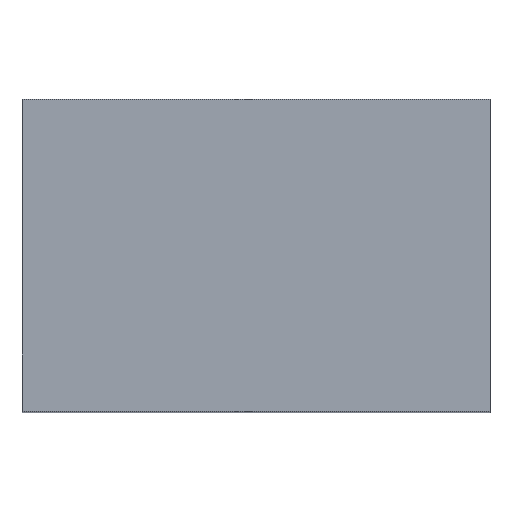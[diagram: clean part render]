
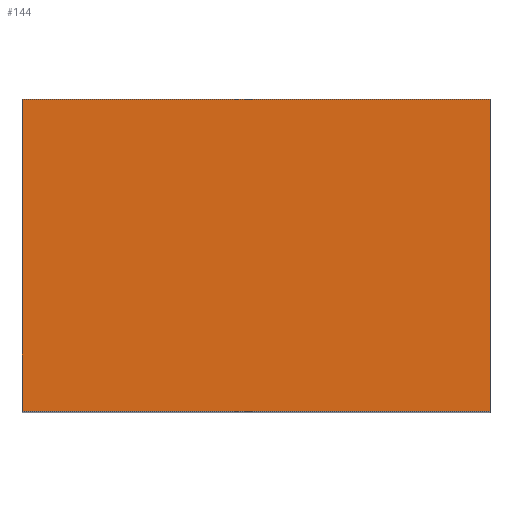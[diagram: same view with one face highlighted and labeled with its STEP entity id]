
A CAD part, top view. The second image highlights one B-rep face of the part: STEP entity #144.
In plain terms, the highlighted planar face has unit normal (0, 0, 1).
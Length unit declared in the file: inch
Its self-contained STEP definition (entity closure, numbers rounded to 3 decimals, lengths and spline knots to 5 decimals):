
#16=LINE('',#215,#28);
#24=LINE('',#230,#36);
#25=LINE('',#232,#37);
#26=LINE('',#233,#38);
#28=VECTOR('',#178,0.75);
#36=VECTOR('',#190,0.75);
#37=VECTOR('',#193,0.5);
#38=VECTOR('',#194,0.5);
#42=PLANE('',#158);
#56=FACE_OUTER_BOUND('',#66,.T.);
#66=EDGE_LOOP('',(#121,#122,#123,#124));
#82=VERTEX_POINT('',#212);
#83=VERTEX_POINT('',#214);
#87=VERTEX_POINT('',#226);
#88=VERTEX_POINT('',#228);
#94=EDGE_CURVE('',#82,#83,#16,.T.);
#102=EDGE_CURVE('',#87,#88,#24,.T.);
#103=EDGE_CURVE('',#82,#87,#25,.T.);
#104=EDGE_CURVE('',#83,#88,#26,.T.);
#121=ORIENTED_EDGE('',*,*,#103,.T.);
#122=ORIENTED_EDGE('',*,*,#102,.T.);
#123=ORIENTED_EDGE('',*,*,#104,.F.);
#124=ORIENTED_EDGE('',*,*,#94,.F.);
#144=ADVANCED_FACE('',(#56),#42,.T.);
#158=AXIS2_PLACEMENT_3D('',#231,#191,#192);
#178=DIRECTION('',(1.,0.,0.));
#190=DIRECTION('',(1.,0.,0.));
#191=DIRECTION('center_axis',(0.,0.,1.));
#192=DIRECTION('ref_axis',(0.,-1.,0.));
#193=DIRECTION('',(0.,-1.,0.));
#194=DIRECTION('',(0.,-1.,0.));
#212=CARTESIAN_POINT('',(0.,0.25,0.75));
#214=CARTESIAN_POINT('',(0.75,0.25,0.75));
#215=CARTESIAN_POINT('',(0.,0.25,0.75));
#226=CARTESIAN_POINT('',(0.,-0.25,0.75));
#228=CARTESIAN_POINT('',(0.75,-0.25,0.75));
#230=CARTESIAN_POINT('',(0.,-0.25,0.75));
#231=CARTESIAN_POINT('Origin',(0.,0.25,0.75));
#232=CARTESIAN_POINT('',(0.,0.25,0.75));
#233=CARTESIAN_POINT('',(0.75,0.25,0.75));
